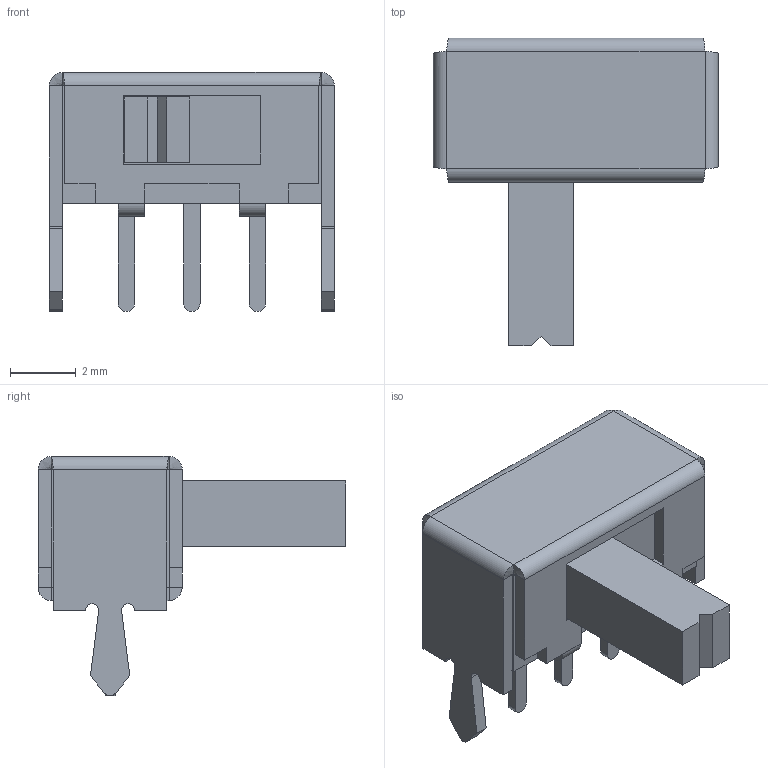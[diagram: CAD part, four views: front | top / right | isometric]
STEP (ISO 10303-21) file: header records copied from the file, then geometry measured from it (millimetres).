
FILE_DESCRIPTION (( 'STEP AP214' ), '1' );
FILE_NAME ('SW-TH_SK12D07VG5-1.STEP', '2026-02-06T09:56:15', ( '' ), ( '' ), 'SwSTEP 2.0', 'SolidWorks 2021', '' );
FILE_SCHEMA (( 'AUTOMOTIVE_DESIGN' ));
Length unit declared in the file: millimetre
Products named in the file (1): SW-TH_SK12D07VG5-1
Bounding box: 8.71 x 9.4 x 7.3 mm (x, y, z)
Volume: 170.6 mm3; surface area: 461.7 mm2
Topology: 2 solids, 2 shells, 372 faces, 987 edges, 642 vertices
Faces by surface type: plane 232, bspline 106, cylinder 34
Entity records: 16184 total; most frequent: CARTESIAN_POINT 3532, ORIENTED_EDGE 1974, DIRECTION 1351, EDGE_CURVE 987, LINE 709, VECTOR 709, VERTEX_POINT 642, EDGE_LOOP 397
